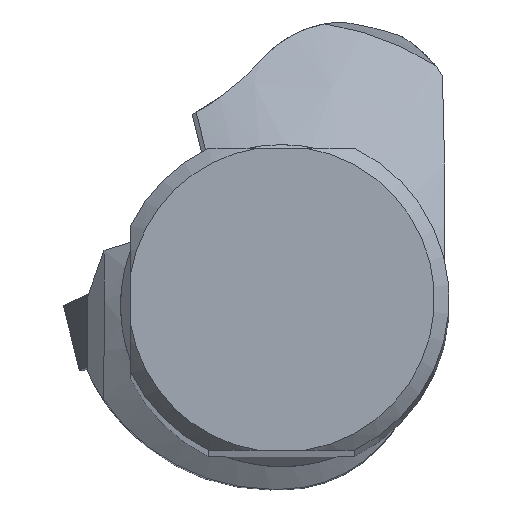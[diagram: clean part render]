
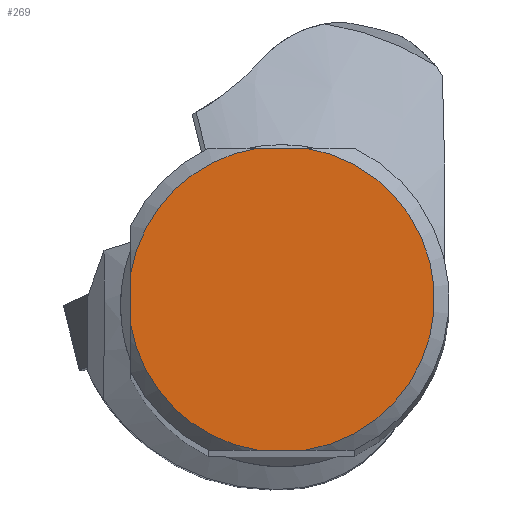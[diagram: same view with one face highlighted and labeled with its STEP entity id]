
A CAD part, top view. The second image highlights one B-rep face of the part: STEP entity #269.
In plain terms, the highlighted planar face has unit normal (0, 0, 1).
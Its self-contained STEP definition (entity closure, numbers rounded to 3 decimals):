
#205=FACE_OUTER_BOUND('',#538,.T.);
#269=ADVANCED_FACE('CU_SU_BP3',(#205),#319,.F.);
#319=PLANE('',#1383);
#381=LINE('',#2158,#459);
#382=LINE('',#2159,#460);
#383=LINE('',#2160,#461);
#459=VECTOR('',#1638,1.);
#460=VECTOR('',#1639,1.);
#461=VECTOR('',#1640,1.);
#538=EDGE_LOOP('',(#728,#729,#730,#731,#732,#733));
#728=ORIENTED_EDGE('',*,*,#1120,.T.);
#729=ORIENTED_EDGE('',*,*,#1148,.T.);
#730=ORIENTED_EDGE('',*,*,#1124,.T.);
#731=ORIENTED_EDGE('',*,*,#1149,.T.);
#732=ORIENTED_EDGE('',*,*,#1118,.T.);
#733=ORIENTED_EDGE('',*,*,#1150,.T.);
#989=VERTEX_POINT('',#2057);
#990=VERTEX_POINT('',#2059);
#991=VERTEX_POINT('',#2066);
#992=VERTEX_POINT('',#2067);
#993=VERTEX_POINT('',#2081);
#994=VERTEX_POINT('',#2083);
#1118=EDGE_CURVE('',#990,#989,#1226,.T.);
#1120=EDGE_CURVE('',#991,#992,#1227,.T.);
#1124=EDGE_CURVE('',#994,#993,#1228,.T.);
#1148=EDGE_CURVE('',#992,#994,#381,.T.);
#1149=EDGE_CURVE('',#993,#990,#382,.T.);
#1150=EDGE_CURVE('',#989,#991,#383,.T.);
#1226=CIRCLE('',#1365,7.23);
#1227=CIRCLE('',#1367,7.23);
#1228=CIRCLE('',#1369,7.23);
#1365=AXIS2_PLACEMENT_3D('',#2058,#1596,#1597);
#1367=AXIS2_PLACEMENT_3D('',#2065,#1600,#1601);
#1369=AXIS2_PLACEMENT_3D('',#2082,#1604,#1605);
#1383=AXIS2_PLACEMENT_3D('',#2161,#1641,#1642);
#1596=DIRECTION('',(0.,0.,1.));
#1597=DIRECTION('',(-0.971,-0.24,0.));
#1600=DIRECTION('',(0.,0.,1.));
#1601=DIRECTION('',(-0.971,-0.24,0.));
#1604=DIRECTION('',(0.,0.,1.));
#1605=DIRECTION('',(-0.971,-0.24,0.));
#1638=DIRECTION('',(1.,0.,0.));
#1639=DIRECTION('',(-1.,0.,0.));
#1640=DIRECTION('',(0.,-1.,0.));
#1641=DIRECTION('',(0.,0.,-1.));
#1642=DIRECTION('',(-0.971,-0.24,0.));
#2057=CARTESIAN_POINT('',(-7.13,1.198,0.));
#2058=CARTESIAN_POINT('',(0.,0.,
0.));
#2059=CARTESIAN_POINT('',(-1.137,7.14,0.));
#2065=CARTESIAN_POINT('',(0.,0.,
0.));
#2066=CARTESIAN_POINT('',(-7.13,-1.198,0.));
#2067=CARTESIAN_POINT('',(-1.137,-7.14,0.));
#2081=CARTESIAN_POINT('',(1.137,7.14,0.));
#2082=CARTESIAN_POINT('',(0.,0.,
0.));
#2083=CARTESIAN_POINT('',(1.137,-7.14,0.));
#2158=CARTESIAN_POINT('',(-7.13,-7.14,0.));
#2159=CARTESIAN_POINT('',(7.13,7.14,0.));
#2160=CARTESIAN_POINT('',(-7.13,7.14,0.));
#2161=CARTESIAN_POINT('',(-7.93,0.,0.));
